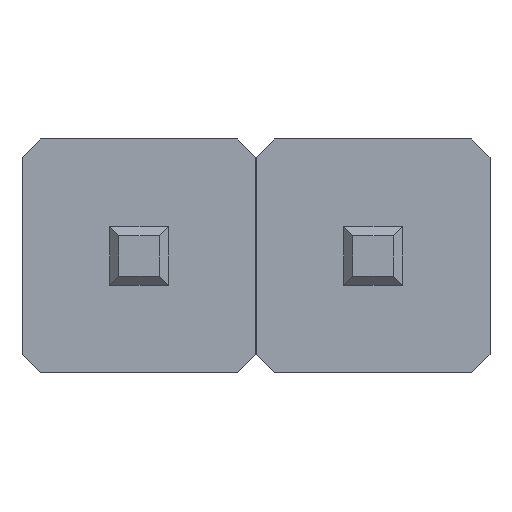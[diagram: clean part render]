
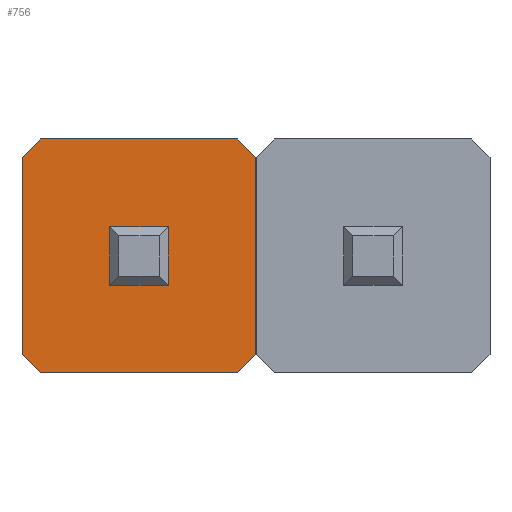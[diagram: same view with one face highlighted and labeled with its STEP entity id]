
A CAD part, front view. The second image highlights one B-rep face of the part: STEP entity #756.
In plain terms, the highlighted planar face has unit normal (0, -1, 0).
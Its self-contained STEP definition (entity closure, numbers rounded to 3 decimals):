
#5 = AXIS2_PLACEMENT_3D ( 'NONE', #547, #1794, #722 ) ;
#24 = VERTEX_POINT ( 'NONE', #1545 ) ;
#67 = FACE_OUTER_BOUND ( 'NONE', #152, .T. ) ;
#100 = EDGE_CURVE ( 'NONE', #1476, #604, #1739, .T. ) ;
#101 = VERTEX_POINT ( 'NONE', #706 ) ;
#115 = VECTOR ( 'NONE', #709, 1000. ) ;
#120 = CARTESIAN_POINT ( 'NONE',  ( 1.59, 0., -1.59 ) ) ;
#134 = CARTESIAN_POINT ( 'NONE',  ( 0.95, 0., -1.59 ) ) ;
#143 = CARTESIAN_POINT ( 'NONE',  ( 0., 0., -0.2 ) ) ;
#152 = EDGE_LOOP ( 'NONE', ( #1270, #1131, #271, #354, #1121, #849, #2002, #577 ) ) ;
#161 = CARTESIAN_POINT ( 'NONE',  ( 0.95, 0., -0.95 ) ) ;
#230 = ORIENTED_EDGE ( 'NONE', *, *, #100, .T. ) ;
#271 = ORIENTED_EDGE ( 'NONE', *, *, #1220, .F. ) ;
#273 = LINE ( 'NONE', #1224, #657 ) ;
#294 = VECTOR ( 'NONE', #811, 1000. ) ;
#322 = LINE ( 'NONE', #587, #1981 ) ;
#354 = ORIENTED_EDGE ( 'NONE', *, *, #571, .F. ) ;
#362 = DIRECTION ( 'NONE',  ( 0., 0., 1. ) ) ;
#384 = DIRECTION ( 'NONE',  ( -1., 0., 0. ) ) ;
#401 = VERTEX_POINT ( 'NONE', #425 ) ;
#425 = CARTESIAN_POINT ( 'NONE',  ( 0.2, 0., 0. ) ) ;
#430 = LINE ( 'NONE', #1790, #1221 ) ;
#480 = DIRECTION ( 'NONE',  ( -0.707, 0., -0.707 ) ) ;
#482 = VERTEX_POINT ( 'NONE', #1117 ) ;
#507 = VERTEX_POINT ( 'NONE', #161 ) ;
#522 = VECTOR ( 'NONE', #1984, 1000. ) ;
#540 = EDGE_CURVE ( 'NONE', #1890, #482, #1037, .T. ) ;
#547 = CARTESIAN_POINT ( 'NONE',  ( 0., 0., 0. ) ) ;
#571 = EDGE_CURVE ( 'NONE', #24, #101, #1358, .T. ) ;
#577 = ORIENTED_EDGE ( 'NONE', *, *, #1846, .F. ) ;
#587 = CARTESIAN_POINT ( 'NONE',  ( 2.54, 0., -0.2 ) ) ;
#594 = LINE ( 'NONE', #755, #115 ) ;
#604 = VERTEX_POINT ( 'NONE', #120 ) ;
#642 = VERTEX_POINT ( 'NONE', #1090 ) ;
#657 = VECTOR ( 'NONE', #2001, 1000. ) ;
#658 = EDGE_CURVE ( 'NONE', #401, #24, #273, .T. ) ;
#693 = VECTOR ( 'NONE', #384, 1000. ) ;
#697 = LINE ( 'NONE', #1928, #1120 ) ;
#706 = CARTESIAN_POINT ( 'NONE',  ( 2.54, 0., -0.2 ) ) ;
#709 = DIRECTION ( 'NONE',  ( 1., 0., 0. ) ) ;
#722 = DIRECTION ( 'NONE',  ( 0., 0., 1. ) ) ;
#744 = EDGE_CURVE ( 'NONE', #507, #1476, #594, .T. ) ;
#755 = CARTESIAN_POINT ( 'NONE',  ( 0.95, 0., -0.95 ) ) ;
#756 = ADVANCED_FACE ( 'NONE', ( #67, #1333 ), #1806, .F. ) ;
#764 = CARTESIAN_POINT ( 'NONE',  ( 2.34, 0., 0. ) ) ;
#792 = VECTOR ( 'NONE', #1199, 1000. ) ;
#811 = DIRECTION ( 'NONE',  ( 0.707, 0., 0.707 ) ) ;
#849 = ORIENTED_EDGE ( 'NONE', *, *, #1417, .F. ) ;
#878 = VECTOR ( 'NONE', #480, 1000. ) ;
#902 = CARTESIAN_POINT ( 'NONE',  ( 0., 0., -0.2 ) ) ;
#921 = EDGE_LOOP ( 'NONE', ( #1609, #1482, #230, #1849 ) ) ;
#934 = CARTESIAN_POINT ( 'NONE',  ( 2.34, 0., -2.54 ) ) ;
#948 = DIRECTION ( 'NONE',  ( -0.707, 0., 0.707 ) ) ;
#966 = CARTESIAN_POINT ( 'NONE',  ( 0., 0., -0.2 ) ) ;
#971 = EDGE_CURVE ( 'NONE', #1899, #507, #697, .T. ) ;
#1029 = CARTESIAN_POINT ( 'NONE',  ( 1.59, 0., -0.95 ) ) ;
#1037 = LINE ( 'NONE', #1912, #1810 ) ;
#1090 = CARTESIAN_POINT ( 'NONE',  ( 0., 0., -2.34 ) ) ;
#1113 = LINE ( 'NONE', #1513, #693 ) ;
#1117 = CARTESIAN_POINT ( 'NONE',  ( 0.2, 0., -2.54 ) ) ;
#1120 = VECTOR ( 'NONE', #362, 1000. ) ;
#1121 = ORIENTED_EDGE ( 'NONE', *, *, #658, .F. ) ;
#1131 = ORIENTED_EDGE ( 'NONE', *, *, #1915, .F. ) ;
#1176 = DIRECTION ( 'NONE',  ( 0., 0., -1. ) ) ;
#1178 = EDGE_CURVE ( 'NONE', #642, #1983, #1303, .T. ) ;
#1184 = VERTEX_POINT ( 'NONE', #1393 ) ;
#1199 = DIRECTION ( 'NONE',  ( 0., 0., 1. ) ) ;
#1212 = DIRECTION ( 'NONE',  ( 0., 0., -1. ) ) ;
#1220 = EDGE_CURVE ( 'NONE', #101, #1184, #322, .T. ) ;
#1221 = VECTOR ( 'NONE', #948, 1000. ) ;
#1224 = CARTESIAN_POINT ( 'NONE',  ( 0.2, 0., 0. ) ) ;
#1270 = ORIENTED_EDGE ( 'NONE', *, *, #540, .F. ) ;
#1303 = LINE ( 'NONE', #966, #792 ) ;
#1333 = FACE_BOUND ( 'NONE', #921, .T. ) ;
#1358 = LINE ( 'NONE', #764, #522 ) ;
#1393 = CARTESIAN_POINT ( 'NONE',  ( 2.54, 0., -2.34 ) ) ;
#1417 = EDGE_CURVE ( 'NONE', #1983, #401, #1504, .T. ) ;
#1476 = VERTEX_POINT ( 'NONE', #1029 ) ;
#1482 = ORIENTED_EDGE ( 'NONE', *, *, #744, .T. ) ;
#1504 = LINE ( 'NONE', #902, #294 ) ;
#1513 = CARTESIAN_POINT ( 'NONE',  ( 0.95, 0., -1.59 ) ) ;
#1545 = CARTESIAN_POINT ( 'NONE',  ( 2.34, 0., 0. ) ) ;
#1609 = ORIENTED_EDGE ( 'NONE', *, *, #971, .T. ) ;
#1635 = CARTESIAN_POINT ( 'NONE',  ( 1.59, 0., -1.59 ) ) ;
#1707 = LINE ( 'NONE', #1876, #878 ) ;
#1739 = LINE ( 'NONE', #1635, #1785 ) ;
#1765 = DIRECTION ( 'NONE',  ( -1., 0., 0. ) ) ;
#1785 = VECTOR ( 'NONE', #1176, 1000. ) ;
#1790 = CARTESIAN_POINT ( 'NONE',  ( 0., 0., -2.34 ) ) ;
#1794 = DIRECTION ( 'NONE',  ( 0., 1., 0. ) ) ;
#1795 = EDGE_CURVE ( 'NONE', #604, #1899, #1113, .T. ) ;
#1806 = PLANE ( 'NONE',  #5 ) ;
#1810 = VECTOR ( 'NONE', #1765, 1000. ) ;
#1846 = EDGE_CURVE ( 'NONE', #482, #642, #430, .T. ) ;
#1849 = ORIENTED_EDGE ( 'NONE', *, *, #1795, .T. ) ;
#1876 = CARTESIAN_POINT ( 'NONE',  ( 2.34, 0., -2.54 ) ) ;
#1890 = VERTEX_POINT ( 'NONE', #934 ) ;
#1899 = VERTEX_POINT ( 'NONE', #134 ) ;
#1912 = CARTESIAN_POINT ( 'NONE',  ( 0.2, 0., -2.54 ) ) ;
#1915 = EDGE_CURVE ( 'NONE', #1184, #1890, #1707, .T. ) ;
#1928 = CARTESIAN_POINT ( 'NONE',  ( 0.95, 0., -1.59 ) ) ;
#1981 = VECTOR ( 'NONE', #1212, 1000. ) ;
#1983 = VERTEX_POINT ( 'NONE', #143 ) ;
#1984 = DIRECTION ( 'NONE',  ( 0.707, 0., -0.707 ) ) ;
#2001 = DIRECTION ( 'NONE',  ( 1., 0., 0. ) ) ;
#2002 = ORIENTED_EDGE ( 'NONE', *, *, #1178, .F. ) ;
